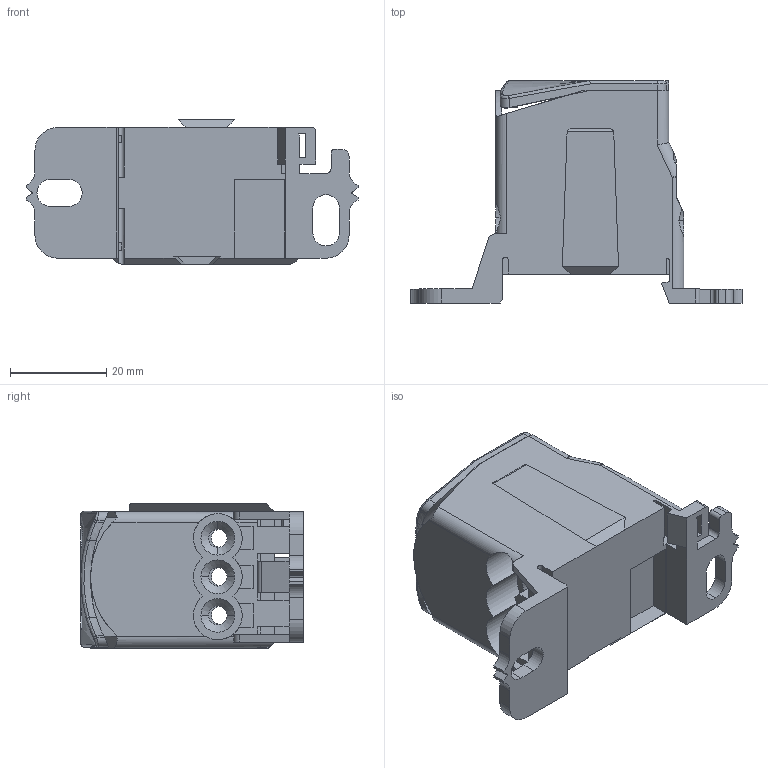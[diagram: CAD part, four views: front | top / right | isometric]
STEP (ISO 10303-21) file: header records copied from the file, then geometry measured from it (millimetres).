
FILE_DESCRIPTION(('STEP AP203'),'1');
FILE_NAME('ud-80a.stp','2024-05-30T10:36:27',('TraceParts'),('TraceParts S.A.'),'Spatial InterOp 3D',' ',' ');
FILE_SCHEMA(('CONFIG_CONTROL_DESIGN'));
Length unit declared in the file: millimetre
Products named in the file (1): 1
Bounding box: 69.04 x 46.24 x 30.05 mm (x, y, z)
Volume: 21654.4 mm3; surface area: 20893 mm2
Topology: 3 solids, 3 shells, 336 faces, 991 edges, 637 vertices
Faces by surface type: plane 176, cylinder 120, cone 20, bspline 20
Entity records: 12168 total; most frequent: CARTESIAN_POINT 3166, ORIENTED_EDGE 1982, DIRECTION 1774, EDGE_CURVE 991, VERTEX_POINT 637, LINE 616, VECTOR 616, AXIS2_PLACEMENT_3D 579
